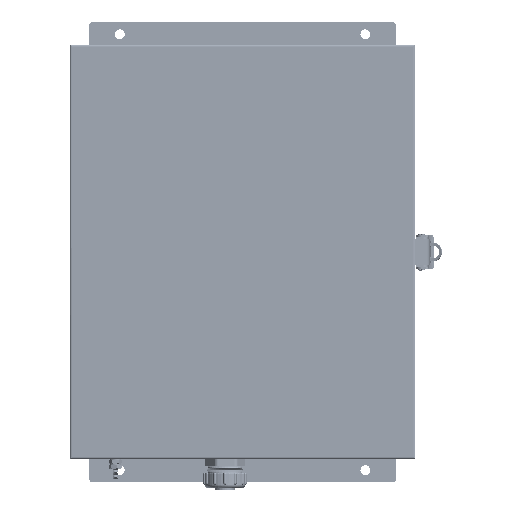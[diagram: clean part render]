
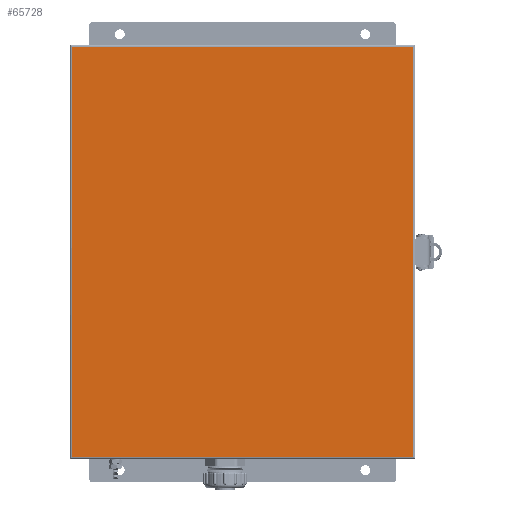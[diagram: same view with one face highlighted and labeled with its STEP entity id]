
A CAD part, top view. The second image highlights one B-rep face of the part: STEP entity #65728.
In plain terms, the highlighted planar face has unit normal (0, 0, 1).
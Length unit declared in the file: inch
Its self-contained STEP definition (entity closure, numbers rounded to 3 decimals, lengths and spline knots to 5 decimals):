
#52 = LINE ( 'NONE', #28403, #21192 ) ;
#2985 = AXIS2_PLACEMENT_3D ( 'NONE', #15336, #62167, #25992 ) ;
#3513 = VERTEX_POINT ( 'NONE', #6548 ) ;
#3963 = ORIENTED_EDGE ( 'NONE', *, *, #16738, .F. ) ;
#6548 = CARTESIAN_POINT ( 'NONE',  ( 5.56, -6.685, 0. ) ) ;
#8324 = VERTEX_POINT ( 'NONE', #31914 ) ;
#13087 = CARTESIAN_POINT ( 'NONE',  ( -5.625, -6.685, 0. ) ) ;
#15336 = CARTESIAN_POINT ( 'NONE',  ( 0., 0., 0. ) ) ;
#15821 = EDGE_CURVE ( 'NONE', #3513, #47291, #21706, .T. ) ;
#16738 = EDGE_CURVE ( 'NONE', #8324, #22533, #58958, .T. ) ;
#20348 = EDGE_LOOP ( 'NONE', ( #32176, #49612, #3963, #30063 ) ) ;
#21192 = VECTOR ( 'NONE', #43220, 39.37008 ) ;
#21706 = LINE ( 'NONE', #13087, #66458 ) ;
#22063 = LINE ( 'NONE', #58291, #39118 ) ;
#22533 = VERTEX_POINT ( 'NONE', #26598 ) ;
#25992 = DIRECTION ( 'NONE',  ( 1., 0., 0. ) ) ;
#26598 = CARTESIAN_POINT ( 'NONE',  ( 5.56, 6.685, 0. ) ) ;
#27132 = DIRECTION ( 'NONE',  ( 0., 1., 0. ) ) ;
#28403 = CARTESIAN_POINT ( 'NONE',  ( 5.56, -6.685, 0. ) ) ;
#28545 = CARTESIAN_POINT ( 'NONE',  ( -5.56, -6.685, 0. ) ) ;
#30063 = ORIENTED_EDGE ( 'NONE', *, *, #52971, .F. ) ;
#31914 = CARTESIAN_POINT ( 'NONE',  ( -5.56, 6.685, 0. ) ) ;
#32176 = ORIENTED_EDGE ( 'NONE', *, *, #15821, .F. ) ;
#36248 = PLANE ( 'NONE',  #2985 ) ;
#39118 = VECTOR ( 'NONE', #27132, 39.37008 ) ;
#43220 = DIRECTION ( 'NONE',  ( 0., -1., 0. ) ) ;
#45155 = VECTOR ( 'NONE', #52112, 39.37008 ) ;
#47291 = VERTEX_POINT ( 'NONE', #28545 ) ;
#47376 = FACE_OUTER_BOUND ( 'NONE', #20348, .T. ) ;
#49612 = ORIENTED_EDGE ( 'NONE', *, *, #66394, .F. ) ;
#52112 = DIRECTION ( 'NONE',  ( 1., 0., 0. ) ) ;
#52792 = CARTESIAN_POINT ( 'NONE',  ( 5.625, 6.685, 0. ) ) ;
#52971 = EDGE_CURVE ( 'NONE', #47291, #8324, #22063, .T. ) ;
#58291 = CARTESIAN_POINT ( 'NONE',  ( -5.56, 6.685, 0. ) ) ;
#58958 = LINE ( 'NONE', #52792, #45155 ) ;
#59937 = DIRECTION ( 'NONE',  ( -1., 0., 0. ) ) ;
#62167 = DIRECTION ( 'NONE',  ( 0., 0., 1. ) ) ;
#65728 = ADVANCED_FACE ( 'NONE', ( #47376 ), #36248, .T. ) ;
#66394 = EDGE_CURVE ( 'NONE', #22533, #3513, #52, .T. ) ;
#66458 = VECTOR ( 'NONE', #59937, 39.37008 ) ;
